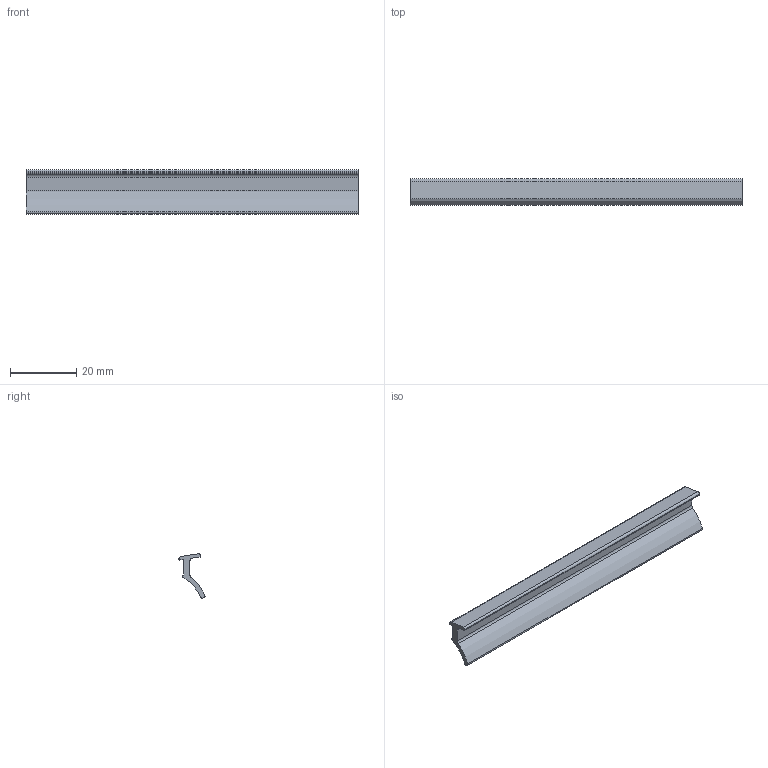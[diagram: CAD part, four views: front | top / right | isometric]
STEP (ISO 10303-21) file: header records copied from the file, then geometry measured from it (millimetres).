
FILE_DESCRIPTION(/* description */ ('KriTec_Dichtprofil_8_4-6mm'),/* implementation_level */ '2;1');
FILE_NAME(/* name */ '10005_KriTec_Dichtprofil_8_4-6mm.stp',/* time_stamp */ '2017-01-03T11:01:42+01:00',/* author */ ('M.Maron'),/* organization */ ('CADClick - KiM GmbH - www.kimweb.de'),/* preprocessor_version */ 'ST-DEVELOPER v16.1',/* originating_system */ 'Autodesk Inventor 2016',/* authorisation */ 'unknown authorization');
FILE_SCHEMA (('AUTOMOTIVE_DESIGN { 1 0 10303 214 3 1 1 }'));
Length unit declared in the file: millimetre
Products named in the file (1): 10005_KriTec_Dichtprofil_8_4-6mm
Bounding box: 100 x 7.84 x 13.4 mm (x, y, z)
Volume: 2815.6 mm3; surface area: 4149.8 mm2
Topology: 1 solids, 1 shells, 26 faces, 72 edges, 48 vertices
Faces by surface type: cylinder 14, plane 12
Entity records: 868 total; most frequent: DIRECTION 154, CARTESIAN_POINT 147, ORIENTED_EDGE 144, EDGE_CURVE 72, AXIS2_PLACEMENT_3D 55, VERTEX_POINT 48, LINE 44, VECTOR 44
